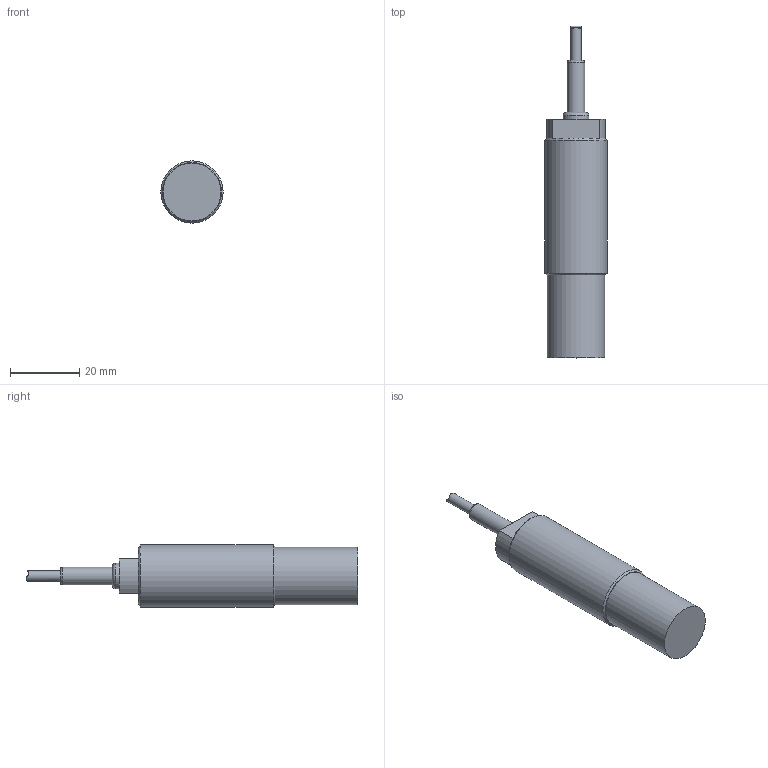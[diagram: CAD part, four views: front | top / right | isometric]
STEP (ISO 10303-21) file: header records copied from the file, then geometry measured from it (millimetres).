
FILE_DESCRIPTION(/* description */ (''),/* implementation_level */ '2;1');
FILE_NAME(/* name */ '498003_Shrinkwrap_1.stp',/* time_stamp */ '2022-06-15T12:06:46+02:00',/* author */ ('Krieger Anja'),/* organization */ (''),/* preprocessor_version */ 'ST-DEVELOPER v18.1',/* originating_system */ 'Autodesk Inventor 2021',/* authorisation */ '');
FILE_SCHEMA (('AUTOMOTIVE_DESIGN { 1 0 10303 214 3 1 1 }'));
Length unit declared in the file: millimetre
Products named in the file (1): 498003_Shrinkwrap_1
Bounding box: 18 x 95.97 x 18 mm (x, y, z)
Volume: 8291.4 mm3; surface area: 7894.6 mm2
Topology: 2 solids, 2 shells, 34 faces, 68 edges, 44 vertices
Faces by surface type: cylinder 14, plane 13, cone 4, torus 3
Full cylindrical faces by diameter (mm): 3 x1, 3.5 x1, 5 x2, 7.5 x1, 12.6 x1, 13.6 x1, 15 x1, 16.7 x1, 18 x1
Entity records: 1054 total; most frequent: CARTESIAN_POINT 207, DIRECTION 175, ORIENTED_EDGE 136, AXIS2_PLACEMENT_3D 76, EDGE_CURVE 68, VERTEX_POINT 44, CIRCLE 41, EDGE_LOOP 40
